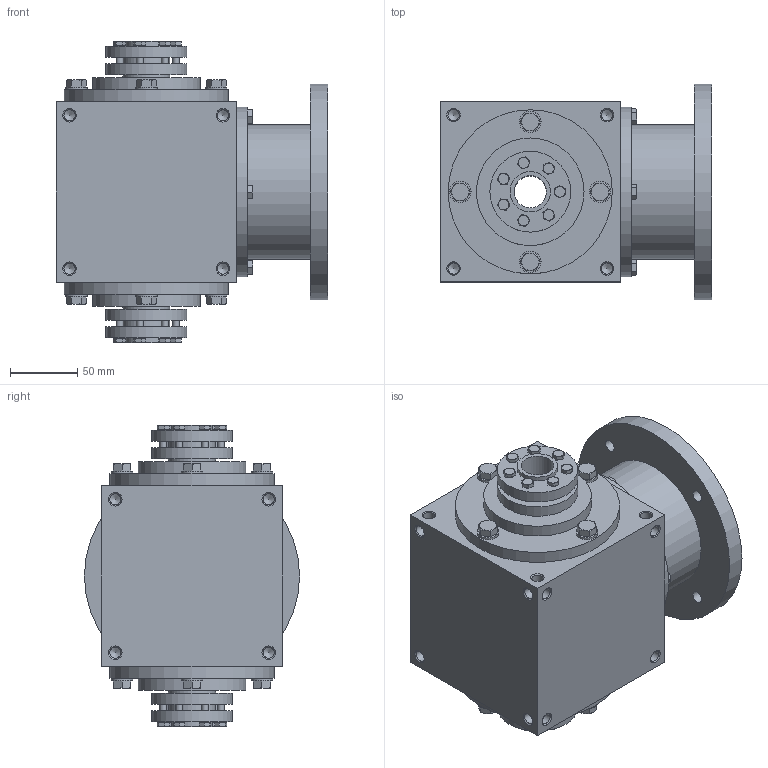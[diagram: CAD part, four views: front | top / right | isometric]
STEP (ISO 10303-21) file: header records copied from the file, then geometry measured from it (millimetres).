
FILE_DESCRIPTION( ( 'STEP AP214' ), '1' );
FILE_NAME( 'MRA134_MC1_R.1_1_100-112_B14.stp', '2018-08-16T07:35:12', ( '' ), ( '' ), ' ', 'PARTsolutions', ' ' );
FILE_SCHEMA( ( 'AUTOMOTIVE_DESIGN { 1 0 10303 214 1 1 1 1 }' ) );
Length unit declared in the file: millimetre
Products named in the file (6): MRA134_MC1_R.1/1_100-112/B14; _MRA13410-case; _MRX134_10-flange; _134-fl_screw; _RC_RR134-screw; _RA134-shrink_disk
Assembly tree (16 placements, depth 2):
  MRA134_MC1_R.1/1_100-112/B14
    _MRA13410-case
    _MRX134_10-flange
    _134-fl_screw  x4
    _RC_RR134-screw  x8
    _RA134-shrink_disk  x2
Bounding box: 202 x 160 x 224 mm (x, y, z)
Volume: 3332654.5 mm3; surface area: 273481.3 mm2
Topology: 16 solids, 16 shells, 567 faces, 1351 edges, 839 vertices
Faces by surface type: plane 250, cone 204, cylinder 113
Full cylindrical faces by diameter (mm): 5 x14, 6.88 x14, 8.376 x48, 9 x4, 16 x8, 24 x2, 26 x1, 30 x4, 35 x4, 40 x1, 60 x4, 80 x2, 100 x1, 110 x1, 122 x2, 126 x1, 160 x1
Entity records: 10498 total; most frequent: CARTESIAN_POINT 1730, DIRECTION 1354, ORIENTED_EDGE 1080, AXIS2_PLACEMENT_3D 612, EDGE_CURVE 540, EDGE_LOOP 486, VERTEX_POINT 416, FACE_OUTER_BOUND 380
